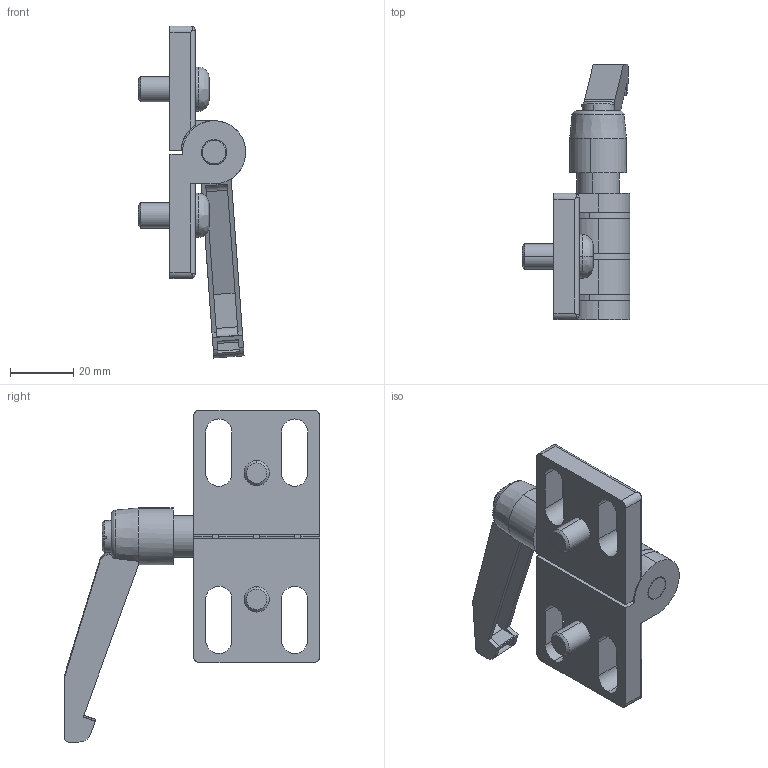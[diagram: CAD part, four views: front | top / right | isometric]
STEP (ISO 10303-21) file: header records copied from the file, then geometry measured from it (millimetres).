
FILE_DESCRIPTION (( 'STEP AP214' ), '1' );
FILE_NAME ('72287501', '2019-02-04T10:05:03', ( '' ), ('JUGARD+KÜNSTNER GmbH'), 'SwSTEP 2.0', 'SolidWorks 2017', '' );
FILE_SCHEMA (( 'AUTOMOTIVE_DESIGN' ));
Length unit declared in the file: millimetre
Products named in the file (4): Kopie von 6228750-Klemmhebel^72287501; Kopie von 6228750-2^72287501; Kopie von 6228750-1^72287501; 72287501_CNAJF00
Assembly tree (3 placements, depth 2):
  72287501_CNAJF00
    Kopie von 6228750-1^72287501
    Kopie von 6228750-2^72287501
    Kopie von 6228750-Klemmhebel^72287501
Bounding box: 34 x 81 x 105.18 mm (x, y, z)
Volume: 41371.3 mm3; surface area: 22256.3 mm2
Topology: 3 solids, 3 shells, 187 faces, 482 edges, 312 vertices
Faces by surface type: plane 89, cylinder 77, cone 12, bspline 9
Entity records: 6716 total; most frequent: CARTESIAN_POINT 1300, DIRECTION 990, ORIENTED_EDGE 956, EDGE_CURVE 478, AXIS2_PLACEMENT_3D 357, VERTEX_POINT 312, VECTOR 276, LINE 276
